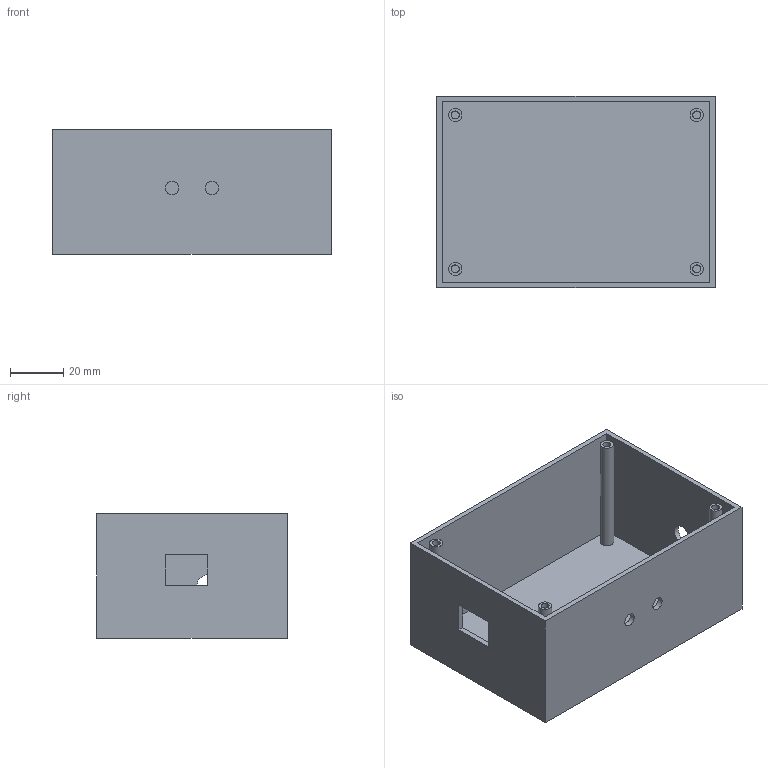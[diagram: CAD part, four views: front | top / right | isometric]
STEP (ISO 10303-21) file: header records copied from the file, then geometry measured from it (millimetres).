
FILE_DESCRIPTION(('Open CASCADE Model'),'2;1');
FILE_NAME('Open CASCADE Shape Model','2025-07-12T00:13:24',('Author'),( 'Open CASCADE'),'Open CASCADE STEP processor 7.9','Open CASCADE 7.9' ,'Unknown');
FILE_SCHEMA(('AUTOMOTIVE_DESIGN { 1 0 10303 214 1 1 1 1 }'));
Length unit declared in the file: millimetre
Products named in the file (1): Open CASCADE STEP translator 7.9 1
Bounding box: 105 x 72 x 47 mm (x, y, z)
Volume: 47974.9 mm3; surface area: 51167.9 mm2
Topology: 1 solids, 1 shells, 34 faces, 69 edges, 46 vertices
Faces by surface type: plane 23, cylinder 11
Full cylindrical faces by diameter (mm): 3 x4, 5 x6, 8 x1
Entity records: 1816 total; most frequent: CARTESIAN_POINT 308, DIRECTION 289, LINE 155, VECTOR 155, ORIENTED_EDGE 138, PCURVE 138, DEFINITIONAL_REPRESENTATION 138, EDGE_CURVE 69
